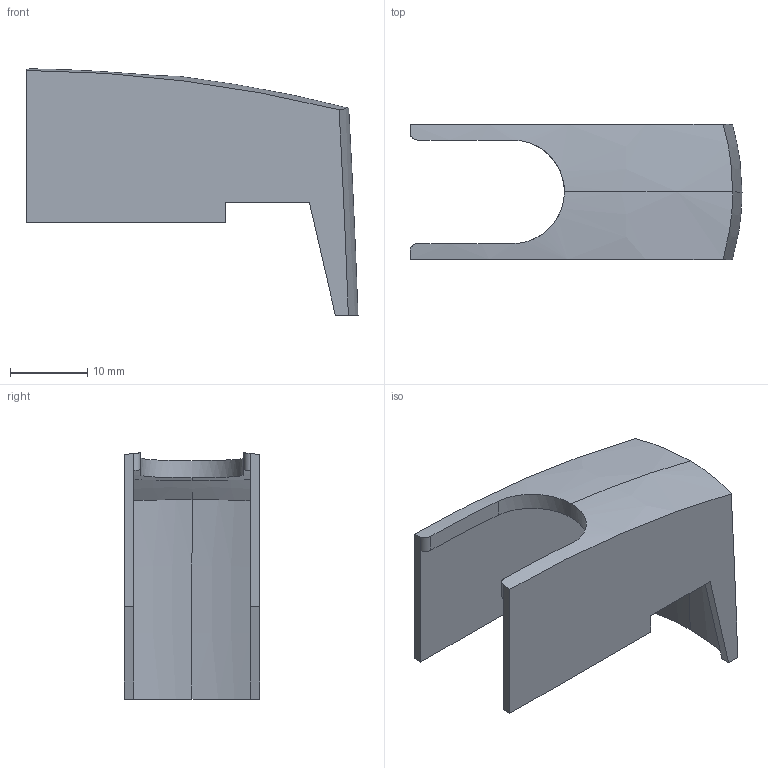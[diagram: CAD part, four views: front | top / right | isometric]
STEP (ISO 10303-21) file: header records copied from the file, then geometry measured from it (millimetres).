
FILE_DESCRIPTION (( 'STEP AP214' ), '1' );
FILE_NAME ('22941009.step', '2016-05-09T12:20:15', ( '' ), ( '' ), 'SwSTEP 2.0', 'SolidWorks 2015', '' );
FILE_SCHEMA (( 'AUTOMOTIVE_DESIGN' ));
Length unit declared in the file: inch
Products named in the file (1): 22941009
Bounding box: 43 x 17.5 x 31.89 mm (x, y, z)
Volume: 2793.9 mm3; surface area: 4824.4 mm2
Topology: 1 solids, 1 shells, 31 faces, 85 edges, 56 vertices
Faces by surface type: plane 17, bspline 10, cylinder 4
Entity records: 1318 total; most frequent: CARTESIAN_POINT 553, ORIENTED_EDGE 170, DIRECTION 126, EDGE_CURVE 85, VERTEX_POINT 56, VECTOR 44, LINE 44, AXIS2_PLACEMENT_3D 41
